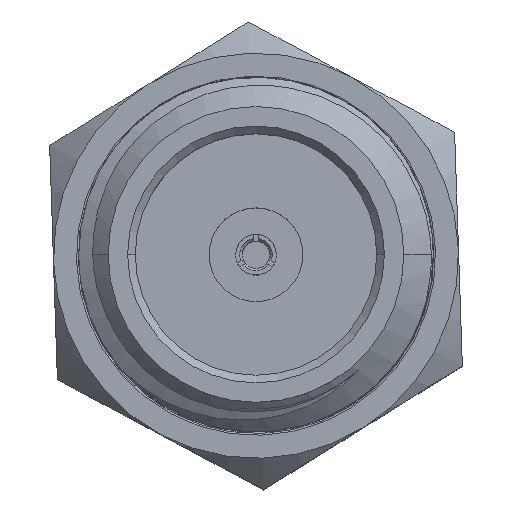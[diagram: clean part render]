
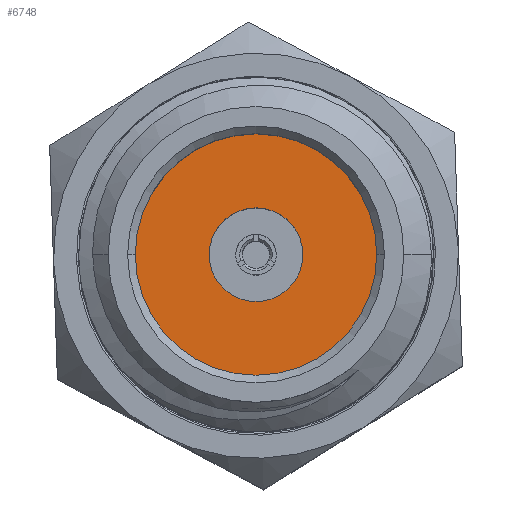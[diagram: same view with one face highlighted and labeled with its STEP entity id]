
A CAD part, top view. The second image highlights one B-rep face of the part: STEP entity #6748.
In plain terms, the highlighted planar face has unit normal (0, 0, 1).
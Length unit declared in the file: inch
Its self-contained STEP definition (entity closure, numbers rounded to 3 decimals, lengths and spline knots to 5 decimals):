
#96 = DIRECTION ( 'NONE',  ( 0., 0., 1. ) ) ;
#211 = EDGE_CURVE ( 'NONE', #3452, #7301, #7862, .T. ) ;
#611 = DIRECTION ( 'NONE',  ( 1., 0., 0. ) ) ;
#665 = EDGE_CURVE ( 'NONE', #8308, #3927, #2735, .T. ) ;
#973 = EDGE_CURVE ( 'NONE', #7301, #3452, #7377, .T. ) ;
#1296 = DIRECTION ( 'NONE',  ( 0., 0., 1. ) ) ;
#1335 = CARTESIAN_POINT ( 'NONE',  ( -2.7944, 0.39753, 0.33209 ) ) ;
#1526 = FACE_OUTER_BOUND ( 'NONE', #5343, .T. ) ;
#1961 = CARTESIAN_POINT ( 'NONE',  ( -2.7005, 0.39753, 0.33209 ) ) ;
#2154 = CARTESIAN_POINT ( 'NONE',  ( -2.7944, 0.39753, 0.33209 ) ) ;
#2314 = AXIS2_PLACEMENT_3D ( 'NONE', #2154, #6124, #6804 ) ;
#2321 = FACE_BOUND ( 'NONE', #6267, .T. ) ;
#2355 = ORIENTED_EDGE ( 'NONE', *, *, #5328, .F. ) ;
#2411 = CARTESIAN_POINT ( 'NONE',  ( -2.83082, 0.39753, 0.33209 ) ) ;
#2579 = CARTESIAN_POINT ( 'NONE',  ( -2.7944, 0.39753, 0.33209 ) ) ;
#2735 = CIRCLE ( 'NONE', #7463, 0.0939 ) ;
#3169 = DIRECTION ( 'NONE',  ( 0., 0., -1. ) ) ;
#3335 = DIRECTION ( 'NONE',  ( 1., 0., 0. ) ) ;
#3381 = ORIENTED_EDGE ( 'NONE', *, *, #211, .F. ) ;
#3452 = VERTEX_POINT ( 'NONE', #2411 ) ;
#3618 = CIRCLE ( 'NONE', #8095, 0.0939 ) ;
#3735 = AXIS2_PLACEMENT_3D ( 'NONE', #4554, #1296, #3841 ) ;
#3841 = DIRECTION ( 'NONE',  ( 1., 0., 0. ) ) ;
#3927 = VERTEX_POINT ( 'NONE', #5726 ) ;
#4554 = CARTESIAN_POINT ( 'NONE',  ( -2.7944, 0.39753, 0.33209 ) ) ;
#4904 = AXIS2_PLACEMENT_3D ( 'NONE', #1335, #96, #3335 ) ;
#5328 = EDGE_CURVE ( 'NONE', #3927, #8308, #3618, .T. ) ;
#5343 = EDGE_LOOP ( 'NONE', ( #7837, #2355 ) ) ;
#5726 = CARTESIAN_POINT ( 'NONE',  ( -2.8883, 0.39753, 0.33209 ) ) ;
#6090 = CARTESIAN_POINT ( 'NONE',  ( -2.75798, 0.39753, 0.33209 ) ) ;
#6124 = DIRECTION ( 'NONE',  ( 0., 0., 1. ) ) ;
#6267 = EDGE_LOOP ( 'NONE', ( #8277, #3381 ) ) ;
#6418 = DIRECTION ( 'NONE',  ( 1., 0., 0. ) ) ;
#6423 = CARTESIAN_POINT ( 'NONE',  ( -2.7944, 0.39753, 0.33209 ) ) ;
#6709 = PLANE ( 'NONE',  #2314 ) ;
#6748 = ADVANCED_FACE ( 'NONE', ( #2321, #1526 ), #6709, .T. ) ;
#6804 = DIRECTION ( 'NONE',  ( 1., 0., 0. ) ) ;
#7301 = VERTEX_POINT ( 'NONE', #6090 ) ;
#7377 = CIRCLE ( 'NONE', #3735, 0.03642 ) ;
#7463 = AXIS2_PLACEMENT_3D ( 'NONE', #2579, #3169, #6418 ) ;
#7741 = DIRECTION ( 'NONE',  ( 0., 0., -1. ) ) ;
#7837 = ORIENTED_EDGE ( 'NONE', *, *, #665, .F. ) ;
#7862 = CIRCLE ( 'NONE', #4904, 0.03642 ) ;
#8095 = AXIS2_PLACEMENT_3D ( 'NONE', #6423, #7741, #611 ) ;
#8277 = ORIENTED_EDGE ( 'NONE', *, *, #973, .F. ) ;
#8308 = VERTEX_POINT ( 'NONE', #1961 ) ;
